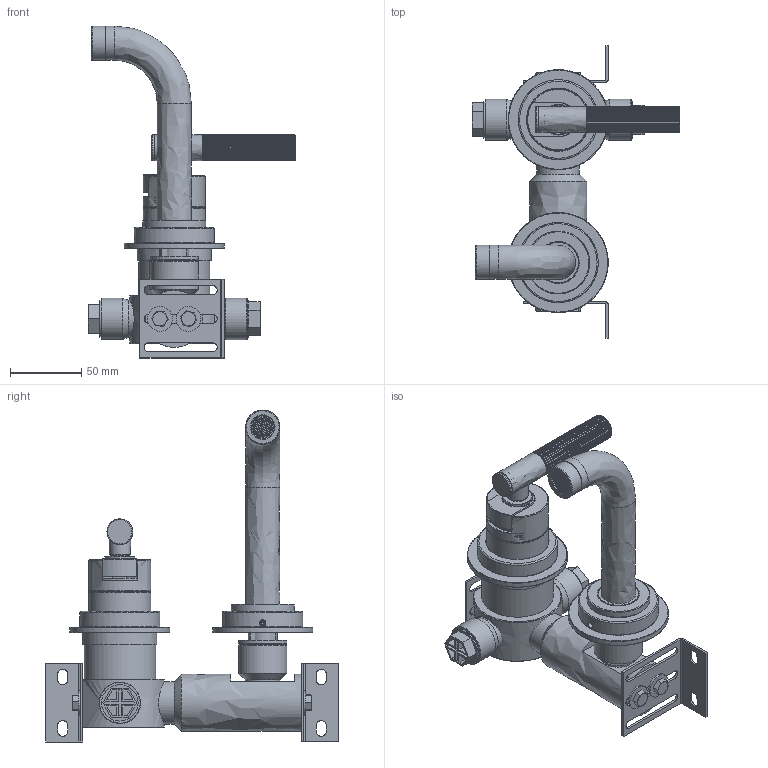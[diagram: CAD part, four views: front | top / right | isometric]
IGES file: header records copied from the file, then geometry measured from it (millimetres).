
Global section: file name: LANDMARK THINNER SPOUTS EXPORTV7K20S-1LL-NP; native system: Autodesk Inventor 2020; preprocessor: unknown; author: camerond; date: 20221128.041054; units: millimetre
Bounding box: 145.1 x 205 x 232.4 mm (x, y, z)
Volume: 445342.7 mm3; surface area: 236867.5 mm2
Topology: 65 solids, 66 shells, 3087 faces, 8123 edges, 5341 vertices
Faces by surface type: bspline 3087
